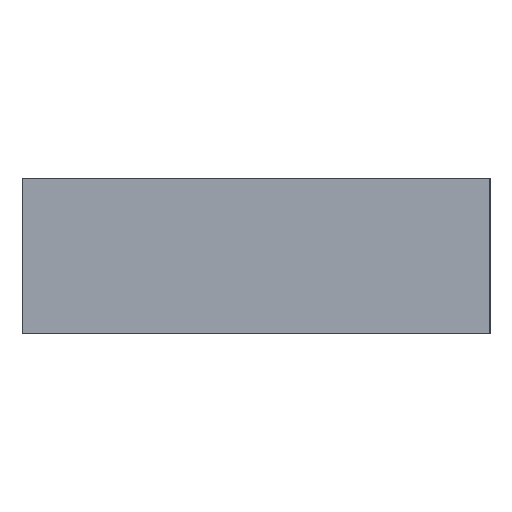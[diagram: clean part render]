
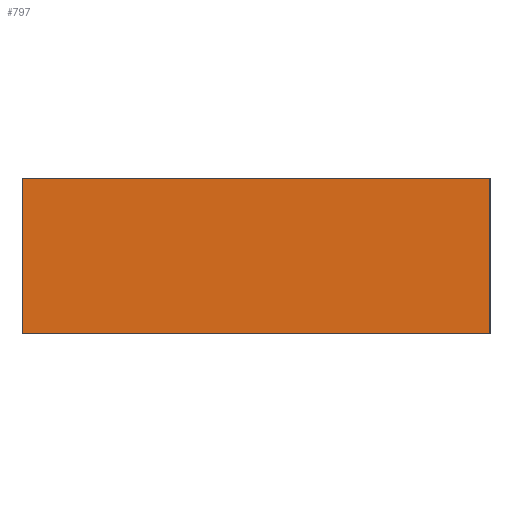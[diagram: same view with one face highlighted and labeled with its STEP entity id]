
A CAD part, left-side view. The second image highlights one B-rep face of the part: STEP entity #797.
In plain terms, the highlighted planar face has unit normal (-1, 0, 0).
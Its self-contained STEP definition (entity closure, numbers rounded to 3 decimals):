
#57 = CARTESIAN_POINT ( 'NONE',  ( 0., 6., 2. ) ) ;
#62 = CARTESIAN_POINT ( 'NONE',  ( 0., 6., 2. ) ) ;
#79 = LINE ( 'NONE', #276, #139 ) ;
#83 = DIRECTION ( 'NONE',  ( 0., 0., -1. ) ) ;
#92 = CARTESIAN_POINT ( 'NONE',  ( 0., 0., 2. ) ) ;
#97 = CARTESIAN_POINT ( 'NONE',  ( 0., 0., 0. ) ) ;
#105 = DIRECTION ( 'NONE',  ( 0., 0., -1. ) ) ;
#139 = VECTOR ( 'NONE', #273, 1000. ) ;
#151 = VECTOR ( 'NONE', #327, 1000. ) ;
#166 = LINE ( 'NONE', #442, #151 ) ;
#215 = FACE_OUTER_BOUND ( 'NONE', #375, .T. ) ;
#273 = DIRECTION ( 'NONE',  ( 0., -1., 0. ) ) ;
#276 = CARTESIAN_POINT ( 'NONE',  ( 0., 0., 2. ) ) ;
#306 = VECTOR ( 'NONE', #83, 1000. ) ;
#307 = LINE ( 'NONE', #92, #308 ) ;
#308 = VECTOR ( 'NONE', #105, 1000. ) ;
#309 = LINE ( 'NONE', #57, #306 ) ;
#322 = CARTESIAN_POINT ( 'NONE',  ( 0., 6., 0. ) ) ;
#327 = DIRECTION ( 'NONE',  ( 0., -1., 0. ) ) ;
#375 = EDGE_LOOP ( 'NONE', ( #866, #873, #861, #863 ) ) ;
#437 = AXIS2_PLACEMENT_3D ( 'NONE', #749, #742, #737 ) ;
#442 = CARTESIAN_POINT ( 'NONE',  ( 0., 0., 0. ) ) ;
#550 = VERTEX_POINT ( 'NONE', #641 ) ;
#562 = VERTEX_POINT ( 'NONE', #322 ) ;
#636 = EDGE_CURVE ( 'NONE', #550, #644, #307, .T. ) ;
#641 = CARTESIAN_POINT ( 'NONE',  ( 0., 0., 2. ) ) ;
#644 = VERTEX_POINT ( 'NONE', #97 ) ;
#647 = EDGE_CURVE ( 'NONE', #657, #562, #309, .T. ) ;
#657 = VERTEX_POINT ( 'NONE', #62 ) ;
#737 = DIRECTION ( 'NONE',  ( 0., 0., -1. ) ) ;
#742 = DIRECTION ( 'NONE',  ( 1., 0., 0. ) ) ;
#749 = CARTESIAN_POINT ( 'NONE',  ( 0., 0., 2. ) ) ;
#797 = ADVANCED_FACE ( 'NONE', ( #215 ), #878, .F. ) ;
#861 = ORIENTED_EDGE ( 'NONE', *, *, #928, .F. ) ;
#863 = ORIENTED_EDGE ( 'NONE', *, *, #647, .T. ) ;
#866 = ORIENTED_EDGE ( 'NONE', *, *, #868, .T. ) ;
#868 = EDGE_CURVE ( 'NONE', #562, #644, #166, .T. ) ;
#873 = ORIENTED_EDGE ( 'NONE', *, *, #636, .F. ) ;
#878 = PLANE ( 'NONE',  #437 ) ;
#928 = EDGE_CURVE ( 'NONE', #657, #550, #79, .T. ) ;
